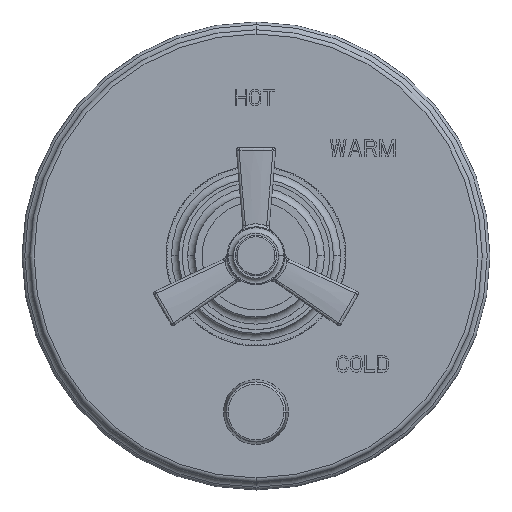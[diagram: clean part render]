
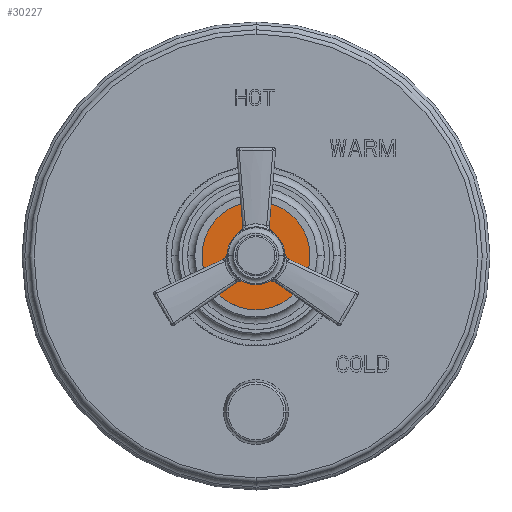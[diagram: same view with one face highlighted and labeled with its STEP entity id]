
A CAD part, top view. The second image highlights one B-rep face of the part: STEP entity #30227.
In plain terms, the highlighted planar face has unit normal (0, 0, 1).
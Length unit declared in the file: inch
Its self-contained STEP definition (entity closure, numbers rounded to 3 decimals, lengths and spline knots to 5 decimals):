
#10358=CARTESIAN_POINT('',(0.,0.,2.088));
#10359=DIRECTION('',(0.,0.,-1.));
#10360=DIRECTION('',(1.,0.,0.));
#10361=AXIS2_PLACEMENT_3D('',#10358,#10359,#10360);
#10363=CARTESIAN_POINT('',(0.,0.,2.088));
#10364=DIRECTION('',(0.,0.,1.));
#10365=DIRECTION('',(1.,0.,0.));
#10366=AXIS2_PLACEMENT_3D('',#10363,#10364,#10365);
#10368=CARTESIAN_POINT('',(0.,0.,2.088));
#10369=DIRECTION('',(0.,0.,-1.));
#10370=DIRECTION('',(1.,0.,0.));
#10371=AXIS2_PLACEMENT_3D('',#10368,#10369,#10370);
#10373=CARTESIAN_POINT('',(0.,0.,2.088));
#10374=DIRECTION('',(0.,0.,1.));
#10375=DIRECTION('',(1.,0.,0.));
#10376=AXIS2_PLACEMENT_3D('',#10373,#10374,#10375);
#15593=CARTESIAN_POINT('',(0.75,0.,2.088));
#15595=VERTEX_POINT('',#15593);
#15613=CARTESIAN_POINT('',(-0.75,0.,2.088));
#15615=VERTEX_POINT('',#15613);
#15633=CARTESIAN_POINT('',(0.4,0.,2.088));
#15634=CARTESIAN_POINT('',(-0.4,0.,2.088));
#15635=VERTEX_POINT('',#15633);
#15636=VERTEX_POINT('',#15634);
#30212=CARTESIAN_POINT('',(0.,0.,2.088));
#30213=DIRECTION('',(0.,0.,1.));
#30214=DIRECTION('',(-1.,0.,0.));
#30215=AXIS2_PLACEMENT_3D('',#30212,#30213,#30214);
#30216=PLANE('',#30215);
#30217=ORIENTED_EDGE('',*,*,#30205,.F.);
#30218=ORIENTED_EDGE('',*,*,#30194,.T.);
#30219=EDGE_LOOP('',(#30217,#30218));
#30220=FACE_OUTER_BOUND('',#30219,.F.);
#30222=ORIENTED_EDGE('',*,*,#30221,.F.);
#30224=ORIENTED_EDGE('',*,*,#30223,.T.);
#30225=EDGE_LOOP('',(#30222,#30224));
#30226=FACE_BOUND('',#30225,.F.);
#30227=ADVANCED_FACE('',(#30220,#30226),#30216,.T.);
#10362=CIRCLE('',#10361,0.75);
#10367=CIRCLE('',#10366,0.75);
#10372=CIRCLE('',#10371,0.4);
#10377=CIRCLE('',#10376,0.4);
#30194=EDGE_CURVE('',#15595,#15615,#10362,.T.);
#30205=EDGE_CURVE('',#15595,#15615,#10367,.T.);
#30221=EDGE_CURVE('',#15635,#15636,#10372,.T.);
#30223=EDGE_CURVE('',#15635,#15636,#10377,.T.);
